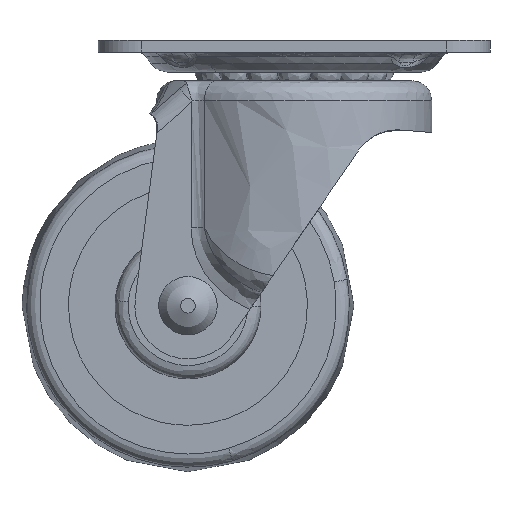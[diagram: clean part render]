
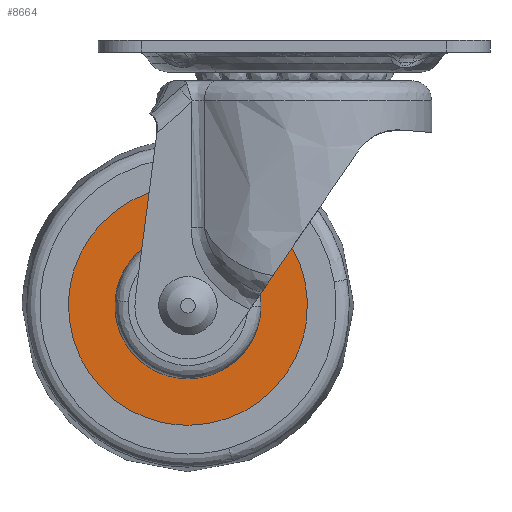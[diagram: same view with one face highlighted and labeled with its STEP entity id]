
A CAD part, front view. The second image highlights one B-rep face of the part: STEP entity #8664.
In plain terms, the highlighted free-form (B-spline) face has degree [1, 1] with [2, 2] control points.
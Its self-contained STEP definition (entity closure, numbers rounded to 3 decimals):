
#7335=CARTESIAN_POINT('',(-33.966,-9.0,-38.901));
#7336=VERTEX_POINT('',#7335);
#7342=CARTESIAN_POINT('',(-16.0,-9.0,-22.0));
#7343=VERTEX_POINT('',#7342);
#7344=CARTESIAN_POINT('',(-16.0,-9.0,-22.0));
#7345=CARTESIAN_POINT('',(-32.933,-9.0,-22.));
#7346=CARTESIAN_POINT('',(-33.966,-9.,-38.901));
#7354=(BOUNDED_CURVE()B_SPLINE_CURVE(2,(#7344,#7345,#7346),.UNSPECIFIED.,.F.,.U.)B_SPLINE_CURVE_WITH_KNOTS((3,3),(0.5,0.739),.UNSPECIFIED.)CURVE()GEOMETRIC_REPRESENTATION_ITEM()RATIONAL_B_SPLINE_CURVE((1.0,0.72,0.976))REPRESENTATION_ITEM(''));
#7355=EDGE_CURVE('',#7343,#7336,#7354,.T.);
#7357=CARTESIAN_POINT('',(1.874,-9.0,-42.125));
#7358=VERTEX_POINT('',#7357);
#7359=CARTESIAN_POINT('',(1.874,-9.0,-42.125));
#7360=CARTESIAN_POINT('',(2.,-9.0,-41.066));
#7361=CARTESIAN_POINT('',(2.,-9.0,-40.0));
#7362=CARTESIAN_POINT('',(2.,-9.0,-22.));
#7363=CARTESIAN_POINT('',(-16.0,-9.0,-22.0));
#7371=(BOUNDED_CURVE()B_SPLINE_CURVE(2,(#7359,#7360,#7361,#7362,#7363),.UNSPECIFIED.,.F.,.U.)B_SPLINE_CURVE_WITH_KNOTS((3,2,3),(0.23,0.25,0.5),.UNSPECIFIED.)CURVE()GEOMETRIC_REPRESENTATION_ITEM()RATIONAL_B_SPLINE_CURVE((0.956,0.976,1.0,0.707,1.0))REPRESENTATION_ITEM(''));
#7372=EDGE_CURVE('',#7358,#7343,#7371,.T.);
#7416=CARTESIAN_POINT('',(-16.0,-9.0,-58.));
#7417=VERTEX_POINT('',#7416);
#7418=CARTESIAN_POINT('',(-16.0,-9.0,-58.));
#7419=CARTESIAN_POINT('',(-0.013,-9.0,-58.));
#7420=CARTESIAN_POINT('',(1.874,-9.0,-42.125));
#7428=(BOUNDED_CURVE()B_SPLINE_CURVE(2,(#7418,#7419,#7420),.UNSPECIFIED.,.F.,.U.)B_SPLINE_CURVE_WITH_KNOTS((3,3),(0.0,0.23),.UNSPECIFIED.)CURVE()GEOMETRIC_REPRESENTATION_ITEM()RATIONAL_B_SPLINE_CURVE((1.0,0.731,0.956))REPRESENTATION_ITEM(''));
#7429=EDGE_CURVE('',#7417,#7358,#7428,.T.);
#7431=CARTESIAN_POINT('',(-33.966,-9.,-38.901));
#7432=CARTESIAN_POINT('',(-34.0,-9.0,-39.45));
#7433=CARTESIAN_POINT('',(-34.0,-9.0,-40.0));
#7434=CARTESIAN_POINT('',(-34.,-9.0,-58.));
#7435=CARTESIAN_POINT('',(-16.0,-9.0,-58.));
#7443=(BOUNDED_CURVE()B_SPLINE_CURVE(2,(#7431,#7432,#7433,#7434,#7435),.UNSPECIFIED.,.F.,.U.)B_SPLINE_CURVE_WITH_KNOTS((3,2,3),(0.739,0.75,1.0),.UNSPECIFIED.)CURVE()GEOMETRIC_REPRESENTATION_ITEM()RATIONAL_B_SPLINE_CURVE((0.976,0.988,1.0,0.707,1.0))REPRESENTATION_ITEM(''));
#7444=EDGE_CURVE('',#7336,#7417,#7443,.T.);
#7508=CARTESIAN_POINT('',(-10.03,-9.0,-49.239));
#7509=VERTEX_POINT('',#7508);
#7515=CARTESIAN_POINT('',(-16.0,-9.0,-29.0));
#7516=VERTEX_POINT('',#7515);
#7517=CARTESIAN_POINT('',(-10.03,-9.0,-49.239));
#7518=CARTESIAN_POINT('',(-5.,-9.0,-45.989));
#7519=CARTESIAN_POINT('',(-5.,-9.0,-40.0));
#7520=CARTESIAN_POINT('',(-5.,-9.,-29.0));
#7521=CARTESIAN_POINT('',(-16.0,-9.0,-29.0));
#7529=(BOUNDED_CURVE()B_SPLINE_CURVE(2,(#7517,#7518,#7519,#7520,#7521),.UNSPECIFIED.,.F.,.U.)B_SPLINE_CURVE_WITH_KNOTS((3,2,3),(0.093,0.25,0.5),.UNSPECIFIED.)CURVE()GEOMETRIC_REPRESENTATION_ITEM()RATIONAL_B_SPLINE_CURVE((0.863,0.816,1.0,0.707,1.0))REPRESENTATION_ITEM(''));
#7530=EDGE_CURVE('',#7509,#7516,#7529,.T.);
#7532=CARTESIAN_POINT('',(-24.488,-9.0,-46.997));
#7533=VERTEX_POINT('',#7532);
#7534=CARTESIAN_POINT('',(-16.0,-9.0,-29.0));
#7535=CARTESIAN_POINT('',(-27.,-9.,-29.0));
#7536=CARTESIAN_POINT('',(-27.0,-9.0,-40.0));
#7537=CARTESIAN_POINT('',(-27.,-9.0,-43.949));
#7538=CARTESIAN_POINT('',(-24.488,-9.0,-46.997));
#7546=(BOUNDED_CURVE()B_SPLINE_CURVE(2,(#7534,#7535,#7536,#7537,#7538),.UNSPECIFIED.,.F.,.U.)B_SPLINE_CURVE_WITH_KNOTS((3,2,3),(0.5,0.75,0.861),.UNSPECIFIED.)CURVE()GEOMETRIC_REPRESENTATION_ITEM()RATIONAL_B_SPLINE_CURVE((1.0,0.707,1.0,0.871,0.856))REPRESENTATION_ITEM(''));
#7547=EDGE_CURVE('',#7516,#7533,#7546,.T.);
#7649=CARTESIAN_POINT('',(-16.0,-9.0,-51.));
#7650=VERTEX_POINT('',#7649);
#7651=CARTESIAN_POINT('',(-24.488,-9.0,-46.997));
#7652=CARTESIAN_POINT('',(-21.188,-9.0,-51.));
#7653=CARTESIAN_POINT('',(-16.0,-9.0,-51.));
#7661=(BOUNDED_CURVE()B_SPLINE_CURVE(2,(#7651,#7652,#7653),.UNSPECIFIED.,.F.,.U.)B_SPLINE_CURVE_WITH_KNOTS((3,3),(0.861,1.0),.UNSPECIFIED.)CURVE()GEOMETRIC_REPRESENTATION_ITEM()RATIONAL_B_SPLINE_CURVE((0.856,0.837,1.0))REPRESENTATION_ITEM(''));
#7662=EDGE_CURVE('',#7533,#7650,#7661,.T.);
#7664=CARTESIAN_POINT('',(-16.0,-9.0,-51.));
#7665=CARTESIAN_POINT('',(-12.755,-9.,-51.0));
#7666=CARTESIAN_POINT('',(-10.03,-9.0,-49.239));
#7674=(BOUNDED_CURVE()B_SPLINE_CURVE(2,(#7664,#7665,#7666),.UNSPECIFIED.,.F.,.U.)B_SPLINE_CURVE_WITH_KNOTS((3,3),(0.0,0.093),.UNSPECIFIED.)CURVE()GEOMETRIC_REPRESENTATION_ITEM()RATIONAL_B_SPLINE_CURVE((1.0,0.891,0.863))REPRESENTATION_ITEM(''));
#7675=EDGE_CURVE('',#7650,#7509,#7674,.T.);
#8647=CARTESIAN_POINT('',(-35.798,-9.0,-20.202));
#8648=CARTESIAN_POINT('',(-35.798,-9.0,-59.798));
#8649=CARTESIAN_POINT('',(3.798,-9.0,-20.202));
#8650=CARTESIAN_POINT('',(3.798,-9.0,-59.798));
#8651=B_SPLINE_SURFACE_WITH_KNOTS('',1,1,((#8647,#8649),(#8648,#8650)),.UNSPECIFIED.,.F.,.F.,.U.,(2,2),(2,2),(0.0,39.596),(0.0,39.596),.UNSPECIFIED.);
#8652=ORIENTED_EDGE('',*,*,#7429,.T.);
#8653=ORIENTED_EDGE('',*,*,#7372,.T.);
#8654=ORIENTED_EDGE('',*,*,#7355,.T.);
#8655=ORIENTED_EDGE('',*,*,#7444,.T.);
#8656=EDGE_LOOP('',(#8652,#8653,#8654,#8655));
#8657=FACE_OUTER_BOUND('',#8656,.T.);
#8658=ORIENTED_EDGE('',*,*,#7547,.F.);
#8659=ORIENTED_EDGE('',*,*,#7530,.F.);
#8660=ORIENTED_EDGE('',*,*,#7675,.F.);
#8661=ORIENTED_EDGE('',*,*,#7662,.F.);
#8662=EDGE_LOOP('',(#8658,#8659,#8660,#8661));
#8663=FACE_BOUND('',#8662,.T.);
#8664=ADVANCED_FACE('',(#8657,#8663),#8651,.T.);
